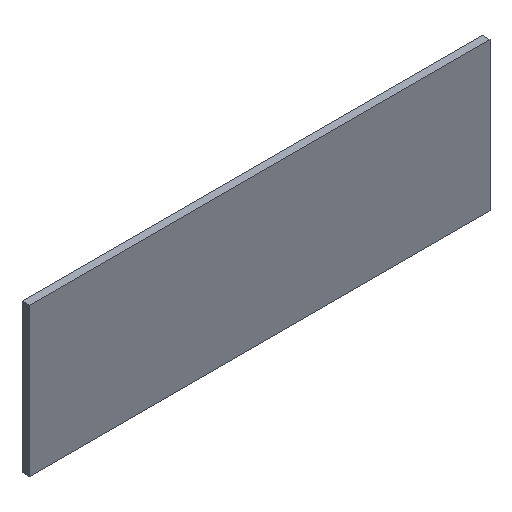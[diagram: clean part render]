
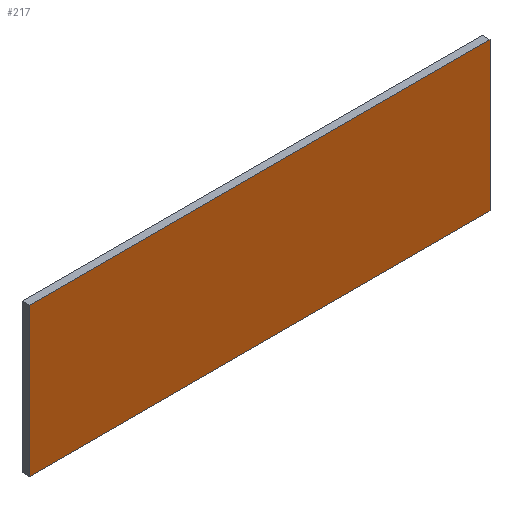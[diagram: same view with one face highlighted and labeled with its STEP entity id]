
A CAD part, isometric view. The second image highlights one B-rep face of the part: STEP entity #217.
In plain terms, the highlighted planar face has unit normal (0, -1, 0).
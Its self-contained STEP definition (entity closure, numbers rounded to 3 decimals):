
#3 = ORIENTED_EDGE ( 'NONE', *, *, #117, .F. ) ;
#15 = VERTEX_POINT ( 'NONE', #225 ) ;
#20 = VERTEX_POINT ( 'NONE', #135 ) ;
#21 = ORIENTED_EDGE ( 'NONE', *, *, #41, .F. ) ;
#23 = EDGE_CURVE ( 'NONE', #20, #192, #181, .T. ) ;
#25 = CARTESIAN_POINT ( 'NONE',  ( -90., 0., -29. ) ) ;
#28 = EDGE_LOOP ( 'NONE', ( #52, #237, #21, #3 ) ) ;
#31 = VECTOR ( 'NONE', #171, 1000. ) ;
#39 = LINE ( 'NONE', #25, #199 ) ;
#41 = EDGE_CURVE ( 'NONE', #15, #131, #94, .T. ) ;
#46 = DIRECTION ( 'NONE',  ( 0., 0., -1. ) ) ;
#48 = DIRECTION ( 'NONE',  ( 0., 0., -1. ) ) ;
#49 = PLANE ( 'NONE',  #137 ) ;
#52 = ORIENTED_EDGE ( 'NONE', *, *, #23, .F. ) ;
#64 = CARTESIAN_POINT ( 'NONE',  ( -90., 0., 29. ) ) ;
#79 = FACE_OUTER_BOUND ( 'NONE', #28, .T. ) ;
#94 = LINE ( 'NONE', #208, #31 ) ;
#103 = CARTESIAN_POINT ( 'NONE',  ( 90., 0., 29. ) ) ;
#117 = EDGE_CURVE ( 'NONE', #192, #15, #39, .T. ) ;
#129 = EDGE_CURVE ( 'NONE', #131, #20, #130, .T. ) ;
#130 = LINE ( 'NONE', #173, #148 ) ;
#131 = VERTEX_POINT ( 'NONE', #64 ) ;
#135 = CARTESIAN_POINT ( 'NONE',  ( 90., 0., 29. ) ) ;
#137 = AXIS2_PLACEMENT_3D ( 'NONE', #161, #179, #48 ) ;
#138 = DIRECTION ( 'NONE',  ( -1., 0., 0. ) ) ;
#148 = VECTOR ( 'NONE', #229, 1000. ) ;
#161 = CARTESIAN_POINT ( 'NONE',  ( 0., 0., 0. ) ) ;
#171 = DIRECTION ( 'NONE',  ( 0., 0., 1. ) ) ;
#173 = CARTESIAN_POINT ( 'NONE',  ( -90., 0., 29. ) ) ;
#179 = DIRECTION ( 'NONE',  ( 0., -1., 0. ) ) ;
#181 = LINE ( 'NONE', #103, #218 ) ;
#192 = VERTEX_POINT ( 'NONE', #207 ) ;
#199 = VECTOR ( 'NONE', #138, 1000. ) ;
#207 = CARTESIAN_POINT ( 'NONE',  ( 90., 0., -29. ) ) ;
#208 = CARTESIAN_POINT ( 'NONE',  ( -90., 0., 29. ) ) ;
#217 = ADVANCED_FACE ( 'NONE', ( #79 ), #49, .T. ) ;
#218 = VECTOR ( 'NONE', #46, 1000. ) ;
#225 = CARTESIAN_POINT ( 'NONE',  ( -90., 0., -29. ) ) ;
#229 = DIRECTION ( 'NONE',  ( 1., 0., 0. ) ) ;
#237 = ORIENTED_EDGE ( 'NONE', *, *, #129, .F. ) ;
